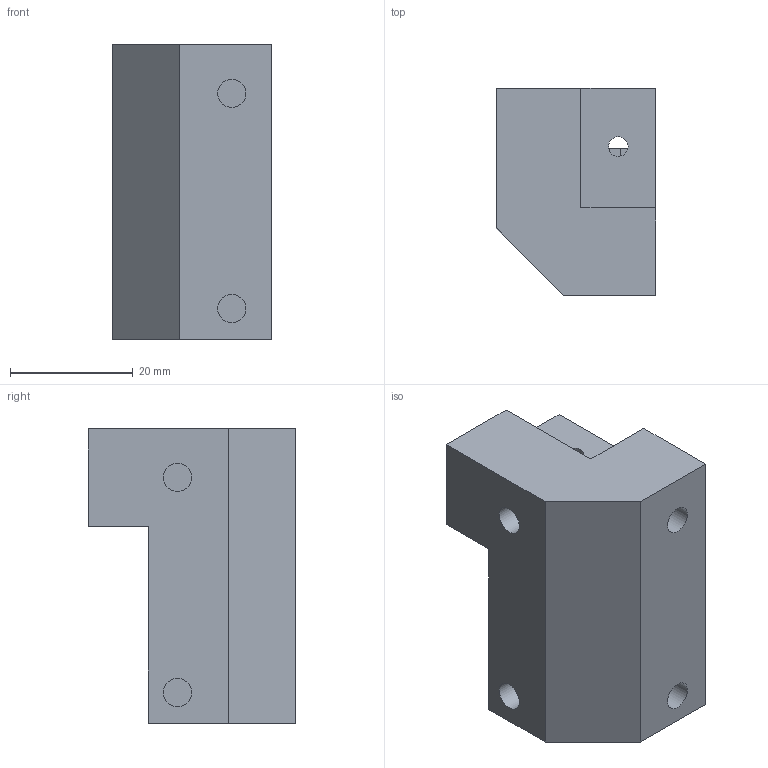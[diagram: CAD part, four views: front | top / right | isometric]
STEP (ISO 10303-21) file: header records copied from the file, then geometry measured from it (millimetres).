
FILE_DESCRIPTION(('FreeCAD Model'),'2;1');
FILE_NAME('Open CASCADE Shape Model','1974-01-01T00:00:00',(''),(''), 'Open CASCADE STEP processor 7.7','FreeCAD','Unknown');
FILE_SCHEMA(('AUTOMOTIVE_DESIGN { 1 0 10303 214 1 1 1 1 }'));
Length unit declared in the file: millimetre
Products named in the file (1): k1_front_idler_left_step
Bounding box: 25.99 x 33.8 x 47.95 mm (x, y, z)
Volume: 25244 mm3; surface area: 8085.8 mm2
Topology: 1 solids, 1 shells, 39 faces, 83 edges, 55 vertices
Faces by surface type: plane 25, cylinder 13, cone 1
Full cylindrical faces by diameter (mm): 3.2 x1, 3.8 x2, 4.5 x1, 4.6 x4, 6 x2, 9 x1
Entity records: 1072 total; most frequent: DIRECTION 188, CARTESIAN_POINT 180, ORIENTED_EDGE 166, EDGE_CURVE 83, AXIS2_PLACEMENT_3D 67, VERTEX_POINT 55, LINE 54, VECTOR 54
